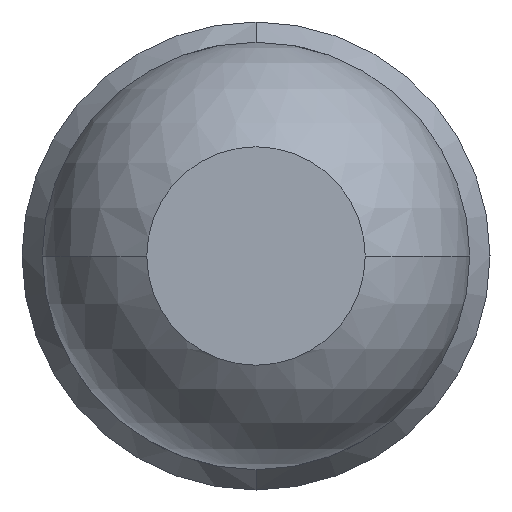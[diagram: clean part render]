
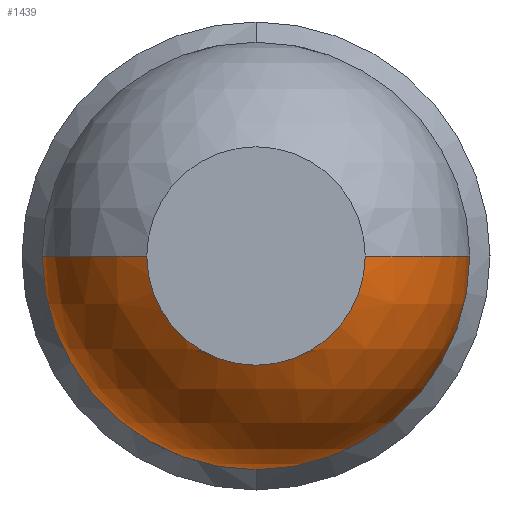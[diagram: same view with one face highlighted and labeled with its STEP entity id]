
A CAD part, front view. The second image highlights one B-rep face of the part: STEP entity #1439.
In plain terms, the highlighted spherical face has radius 0.685 mm.
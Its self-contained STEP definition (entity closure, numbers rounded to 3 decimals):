
#14 = VERTEX_POINT ( 'NONE', #3778 ) ;
#16 = EDGE_CURVE ( 'Defeature ausgef�hrt1_10+Defeature ausgef�hrt1_4+Defeature ausgef�hrt1_4+Defeature ausgef�hrt1_4', #1068, #3490, #3553, .T. ) ;
#80 = DIRECTION ( 'NONE',  ( 0., 0., -1. ) ) ;
#113 = EDGE_CURVE ( 'Defeature ausgef�hrt1_10+Defeature ausgef�hrt1_4+Defeature ausgef�hrt1_4+Defeature ausgef�hrt1_4', #3490, #3806, #1084, .T. ) ;
#121 = DIRECTION ( 'NONE',  ( 0., 0., -1. ) ) ;
#124 = CARTESIAN_POINT ( 'NONE',  ( 0.35, -27., 0. ) ) ;
#142 = EDGE_LOOP ( 'NONE', ( #2913, #2400, #858, #3647, #1832, #4119 ) ) ;
#416 = VERTEX_POINT ( 'NONE', #1177 ) ;
#607 = AXIS2_PLACEMENT_3D ( 'NONE', #1410, #80, #782 ) ;
#617 = EDGE_CURVE ( 'Defeature ausgef�hrt1_5+Defeature ausgef�hrt1_4+Defeature ausgef�hrt1_4+Defeature ausgef�hrt1_4', #14, #416, #1522, .T. ) ;
#731 = CARTESIAN_POINT ( 'NONE',  ( 0., -26.411, 0. ) ) ;
#744 = AXIS2_PLACEMENT_3D ( 'NONE', #4264, #2263, #3578 ) ;
#748 = DIRECTION ( 'NONE',  ( 0., 0., 1. ) ) ;
#782 = DIRECTION ( 'NONE',  ( -1., 0., 0. ) ) ;
#794 = CIRCLE ( 'NONE', #607, 0.685 ) ;
#834 = EDGE_CURVE ( 'NONE', #1068, #4054, #794, .T. ) ;
#858 = ORIENTED_EDGE ( 'NONE', *, *, #4126, .F. ) ;
#1068 = VERTEX_POINT ( 'NONE', #1588 ) ;
#1084 = CIRCLE ( 'NONE', #2438, 0.35 ) ;
#1177 = CARTESIAN_POINT ( 'NONE',  ( 0., -26.411, -0.685 ) ) ;
#1239 = CIRCLE ( 'NONE', #3882, 0.685 ) ;
#1388 = DIRECTION ( 'NONE',  ( 1., 0., 0. ) ) ;
#1404 = CARTESIAN_POINT ( 'NONE',  ( 0., -26.411, 0. ) ) ;
#1410 = CARTESIAN_POINT ( 'NONE',  ( 0., -26.411, 0. ) ) ;
#1439 = ADVANCED_FACE ( 'Defeature ausgef�hrt1_4', ( #3569 ), #2791, .T. ) ;
#1522 = CIRCLE ( 'NONE', #744, 0.685 ) ;
#1586 = DIRECTION ( 'NONE',  ( 0., 0., 1. ) ) ;
#1588 = CARTESIAN_POINT ( 'NONE',  ( -0.35, -27., 0. ) ) ;
#1641 = CARTESIAN_POINT ( 'NONE',  ( 0., -27., -0.35 ) ) ;
#1832 = ORIENTED_EDGE ( 'NONE', *, *, #2295, .F. ) ;
#1841 = DIRECTION ( 'NONE',  ( 0., 0., -1. ) ) ;
#1862 = DIRECTION ( 'NONE',  ( 0., 0., -1. ) ) ;
#2156 = CARTESIAN_POINT ( 'NONE',  ( 0., -27., 0. ) ) ;
#2263 = DIRECTION ( 'NONE',  ( 0., 1., 0. ) ) ;
#2295 = EDGE_CURVE ( 'NONE', #3806, #14, #1239, .T. ) ;
#2300 = AXIS2_PLACEMENT_3D ( 'NONE', #731, #2703, #748 ) ;
#2387 = CARTESIAN_POINT ( 'NONE',  ( -0.685, -26.411, 0. ) ) ;
#2400 = ORIENTED_EDGE ( 'NONE', *, *, #834, .T. ) ;
#2438 = AXIS2_PLACEMENT_3D ( 'NONE', #3513, #3785, #1862 ) ;
#2614 = CARTESIAN_POINT ( 'NONE',  ( 0., -26.411, 0. ) ) ;
#2703 = DIRECTION ( 'NONE',  ( 0., 1., 0. ) ) ;
#2791 = SPHERICAL_SURFACE ( 'NONE', #3525, 0.685 ) ;
#2913 = ORIENTED_EDGE ( 'NONE', *, *, #16, .F. ) ;
#2933 = DIRECTION ( 'NONE',  ( 1., 0., 0. ) ) ;
#3490 = VERTEX_POINT ( 'NONE', #1641 ) ;
#3511 = CIRCLE ( 'NONE', #2300, 0.685 ) ;
#3513 = CARTESIAN_POINT ( 'NONE',  ( 0., -27., 0. ) ) ;
#3525 = AXIS2_PLACEMENT_3D ( 'NONE', #1404, #121, #1388 ) ;
#3553 = CIRCLE ( 'NONE', #4139, 0.35 ) ;
#3569 = FACE_OUTER_BOUND ( 'NONE', #142, .T. ) ;
#3578 = DIRECTION ( 'NONE',  ( 0., 0., 1. ) ) ;
#3647 = ORIENTED_EDGE ( 'NONE', *, *, #617, .F. ) ;
#3778 = CARTESIAN_POINT ( 'NONE',  ( 0.685, -26.411, 0. ) ) ;
#3785 = DIRECTION ( 'NONE',  ( 0., -1., 0. ) ) ;
#3806 = VERTEX_POINT ( 'NONE', #124 ) ;
#3828 = DIRECTION ( 'NONE',  ( 0., -1., 0. ) ) ;
#3882 = AXIS2_PLACEMENT_3D ( 'NONE', #2614, #1586, #2933 ) ;
#4054 = VERTEX_POINT ( 'NONE', #2387 ) ;
#4119 = ORIENTED_EDGE ( 'NONE', *, *, #113, .F. ) ;
#4126 = EDGE_CURVE ( 'Defeature ausgef�hrt1_5+Defeature ausgef�hrt1_4+Defeature ausgef�hrt1_4+Defeature ausgef�hrt1_4', #416, #4054, #3511, .T. ) ;
#4139 = AXIS2_PLACEMENT_3D ( 'NONE', #2156, #3828, #1841 ) ;
#4264 = CARTESIAN_POINT ( 'NONE',  ( 0., -26.411, 0. ) ) ;
